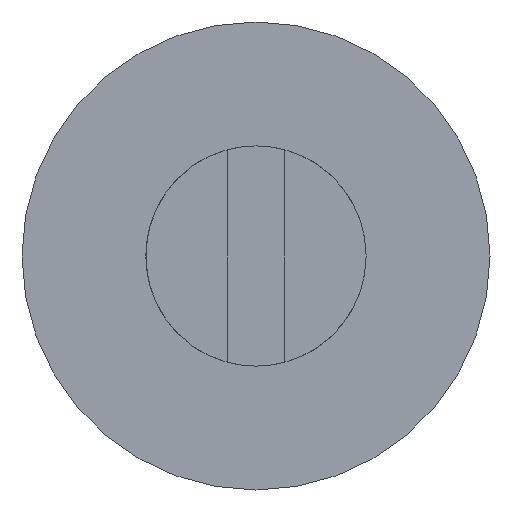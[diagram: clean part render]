
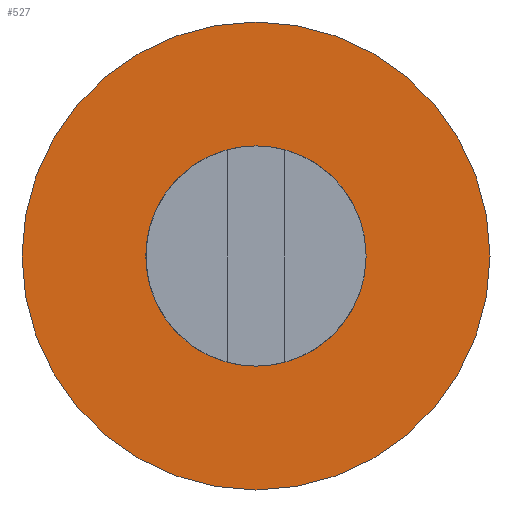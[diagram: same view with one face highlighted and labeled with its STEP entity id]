
A CAD part, front view. The second image highlights one B-rep face of the part: STEP entity #527.
In plain terms, the highlighted planar face has unit normal (0, -1, 0).
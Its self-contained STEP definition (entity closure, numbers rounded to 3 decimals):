
#18=FACE_BOUND('',#115,.T.);
#46=CIRCLE('',#599,8.5);
#47=CIRCLE('',#600,4.);
#82=FACE_OUTER_BOUND('',#114,.T.);
#114=EDGE_LOOP('',(#442));
#115=EDGE_LOOP('',(#443));
#256=VERTEX_POINT('',#913);
#257=VERTEX_POINT('',#915);
#327=EDGE_CURVE('',#256,#256,#46,.F.);
#328=EDGE_CURVE('',#257,#257,#47,.T.);
#442=ORIENTED_EDGE('',*,*,#327,.F.);
#443=ORIENTED_EDGE('',*,*,#328,.F.);
#500=PLANE('',#598);
#527=ADVANCED_FACE('',(#82,#18),#500,.F.);
#598=AXIS2_PLACEMENT_3D('',#912,#754,#755);
#599=AXIS2_PLACEMENT_3D('',#914,#756,#757);
#600=AXIS2_PLACEMENT_3D('',#916,#758,#759);
#754=DIRECTION('center_axis',(0.,1.,0.));
#755=DIRECTION('ref_axis',(-1.,0.,0.));
#756=DIRECTION('center_axis',(0.,-1.,0.));
#757=DIRECTION('ref_axis',(-1.,0.,0.));
#758=DIRECTION('center_axis',(0.,-1.,0.));
#759=DIRECTION('ref_axis',(-1.,0.,0.));
#912=CARTESIAN_POINT('Origin',(55.5,28.5,13.));
#913=CARTESIAN_POINT('',(64.,28.5,13.));
#914=CARTESIAN_POINT('Origin',(55.5,28.5,13.));
#915=CARTESIAN_POINT('',(59.5,28.5,13.));
#916=CARTESIAN_POINT('Origin',(55.5,28.5,13.));
